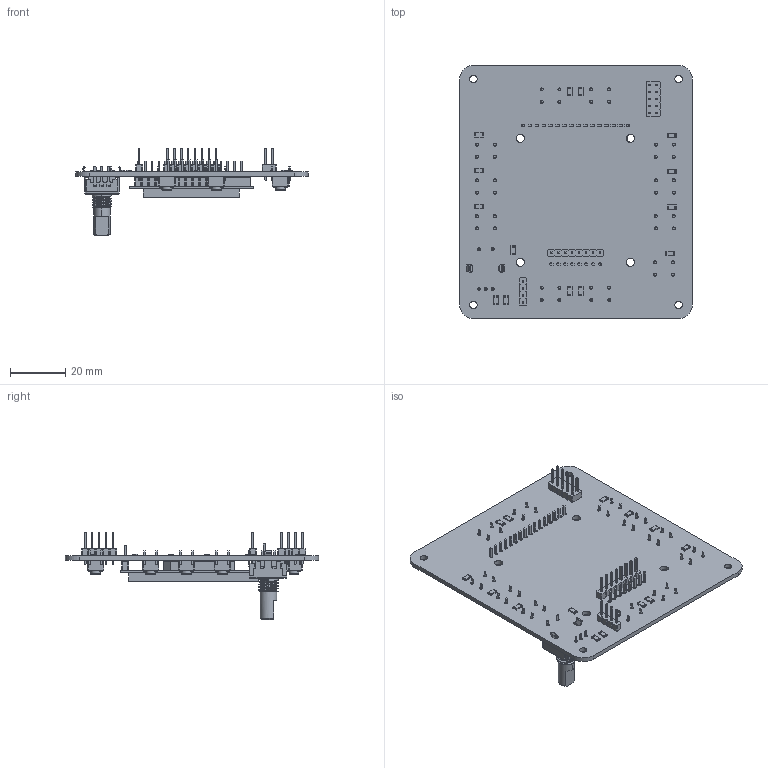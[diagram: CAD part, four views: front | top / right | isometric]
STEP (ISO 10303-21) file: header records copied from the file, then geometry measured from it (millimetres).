
FILE_DESCRIPTION(('KiCad electronic assembly'),'2;1');
FILE_NAME('DriverDeskTft-3D.step','2024-10-22T10:15:19',('Pcbnew'),( 'Kicad'),'Open CASCADE STEP processor 7.6','KiCad to STEP converter' ,'Unknown');
FILE_SCHEMA(('AUTOMOTIVE_DESIGN { 1 0 10303 214 1 1 1 1 }'));
Length unit declared in the file: millimetre
Products named in the file (16): DriverDeskTft-3D 1; R_1206_3216Metric; PinHeader_1x08_P2.54mm_Vertical; PinHeader_1x08_P254mm_Vertical; PinHeader_1x04_P2.54mm_Vertical; PinHeader_1x04_P254mm_Vertical; PinHeader_2x05_P2.54mm_Vertical; PinHeader_2x05_P254mm_Vertical; 01_SPI 1.8TFT AP2014; 01_SPI 1.8TFT; SW_PUSH_6mm_H5mm; SW_PUSH_6mm_h5mm; PEC11R-4215F-S0024; kibot_14ce9gl4_PCB
Assembly tree (38 placements, depth 3):
  DriverDeskTft-3D 1
    R_1206_3216Metric  x14
      R_1206_3216Metric
    PinHeader_1x08_P2.54mm_Vertical
      PinHeader_1x08_P254mm_Vertical
    PinHeader_1x04_P2.54mm_Vertical
      PinHeader_1x04_P254mm_Vertical
    PinHeader_2x05_P2.54mm_Vertical
      PinHeader_2x05_P254mm_Vertical
    01_SPI 1.8TFT AP2014
      01_SPI 1.8TFT
    SW_PUSH_6mm_H5mm  x11
      SW_PUSH_6mm_h5mm
    PEC11R-4215F-S0024
      PEC11R-4215F-S0024
    kibot_14ce9gl4_PCB
Bounding box: 84.5 x 92 x 31.74 mm (x, y, z)
Volume: 24545.8 mm3; surface area: 31075.6 mm2
Topology: 72 solids, 72 shells, 3121 faces, 7966 edges, 5129 vertices
Faces by surface type: plane 2104, cylinder 917, bspline 88, torus 11, cone 1
Full cylindrical faces by diameter (mm): 1 x90, 1.1 x49, 2.7 x4, 3 x4, 3.5 x11
Entity records: 65117 total; most frequent: CARTESIAN_POINT 14590, ORIENTED_EDGE 8624, DIRECTION 8249, EDGE_CURVE 4312, LINE 3329, VECTOR 3329, VERTEX_POINT 2767, AXIS2_PLACEMENT_3D 2460
